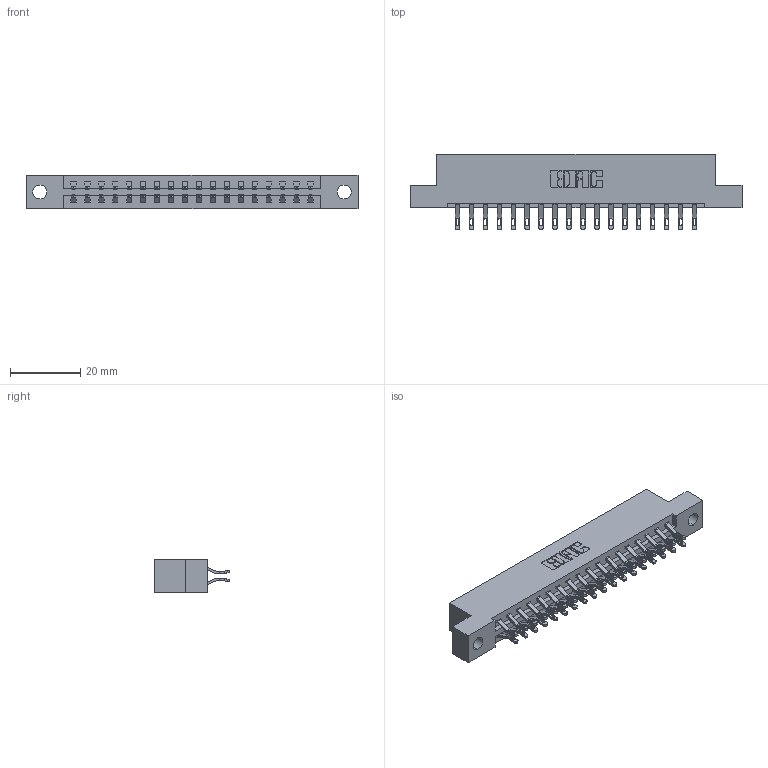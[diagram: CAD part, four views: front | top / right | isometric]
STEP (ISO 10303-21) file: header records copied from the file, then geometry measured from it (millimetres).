
FILE_DESCRIPTION (( 'STEP AP203' ), '1' );
FILE_NAME ('337-036-555-204.STEP', '2018-08-07T23:42:43', ( '' ), ( '' ), 'SwSTEP 2.0', 'SolidWorks 2016', '' );
FILE_SCHEMA (( 'CONFIG_CONTROL_DESIGN' ));
Length unit declared in the file: inch
Products named in the file (3): 337 Part_Flush Mounting Lugs - 0.156 Dia-TH; 345-292-001_555 Tail; 337-036-555-204
Assembly tree (37 placements, depth 2):
  337-036-555-204
    337 Part_Flush Mounting Lugs - 0.156 Dia-TH
    345-292-001_555 Tail  x36
Bounding box: 94.34 x 21.47 x 9.4 mm (x, y, z)
Volume: 9638.9 mm3; surface area: 10854.6 mm2
Topology: 37 solids, 37 shells, 2274 faces, 7115 edges, 4742 vertices
Faces by surface type: plane 1366, cylinder 908
Entity records: 17389 total; most frequent: CARTESIAN_POINT 2984, ORIENTED_EDGE 2890, DIRECTION 2553, EDGE_CURVE 1445, VECTOR 1297, LINE 1297, VERTEX_POINT 962, AXIS2_PLACEMENT_3D 628
